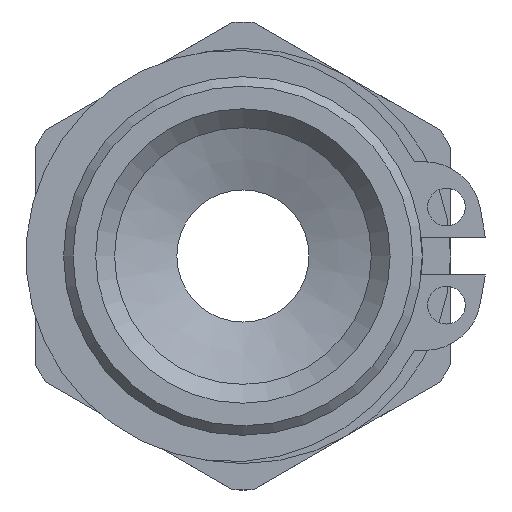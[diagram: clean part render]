
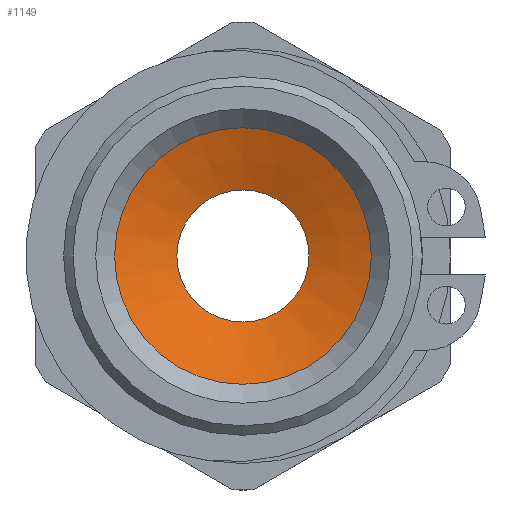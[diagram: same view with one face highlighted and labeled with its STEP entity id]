
A CAD part, left-side view. The second image highlights one B-rep face of the part: STEP entity #1149.
In plain terms, the highlighted conical face has half-angle 70 degrees and reference radius 3.4 mm.
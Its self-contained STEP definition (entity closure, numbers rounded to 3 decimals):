
#169=FACE_OUTER_BOUND('',#241,.T.);
#241=EDGE_LOOP('',(#810,#811,#812,#813));
#327=LINE('',#1775,#398);
#398=VECTOR('',#1401,3.4);
#469=CIRCLE('',#1245,6.8);
#470=CIRCLE('',#1246,3.5);
#548=VERTEX_POINT('',#1772);
#549=VERTEX_POINT('',#1774);
#648=EDGE_CURVE('',#548,#548,#469,.T.);
#649=EDGE_CURVE('',#548,#549,#327,.T.);
#650=EDGE_CURVE('',#549,#549,#470,.T.);
#810=ORIENTED_EDGE('',*,*,#648,.T.);
#811=ORIENTED_EDGE('',*,*,#649,.T.);
#812=ORIENTED_EDGE('',*,*,#650,.F.);
#813=ORIENTED_EDGE('',*,*,#649,.F.);
#1134=CONICAL_SURFACE('',#1244,3.4,1.222);
#1149=ADVANCED_FACE('',(#169),#1134,.F.);
#1244=AXIS2_PLACEMENT_3D('',#1771,#1397,#1398);
#1245=AXIS2_PLACEMENT_3D('',#1773,#1399,#1400);
#1246=AXIS2_PLACEMENT_3D('',#1776,#1402,#1403);
#1397=DIRECTION('center_axis',(-1.,0.,0.));
#1398=DIRECTION('ref_axis',(0.,0.,1.));
#1399=DIRECTION('center_axis',(-1.,0.,0.));
#1400=DIRECTION('ref_axis',(0.,0.,1.));
#1401=DIRECTION('',(0.342,0.,0.94));
#1402=DIRECTION('center_axis',(-1.,0.,0.));
#1403=DIRECTION('ref_axis',(0.,0.,
1.));
#1771=CARTESIAN_POINT('Origin',(38.437,0.,0.));
#1772=CARTESIAN_POINT('',(37.2,0.,-6.8));
#1773=CARTESIAN_POINT('Origin',(37.2,0.,0.));
#1774=CARTESIAN_POINT('',(38.401,0.,-3.5));
#1775=CARTESIAN_POINT('',(38.437,0.,-3.4));
#1776=CARTESIAN_POINT('Origin',(38.401,0.,
0.));
